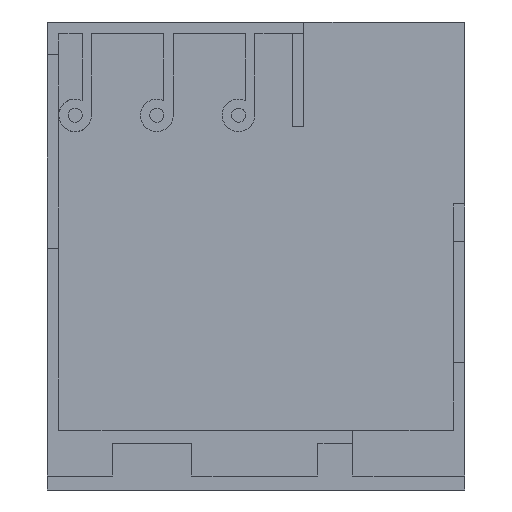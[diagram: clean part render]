
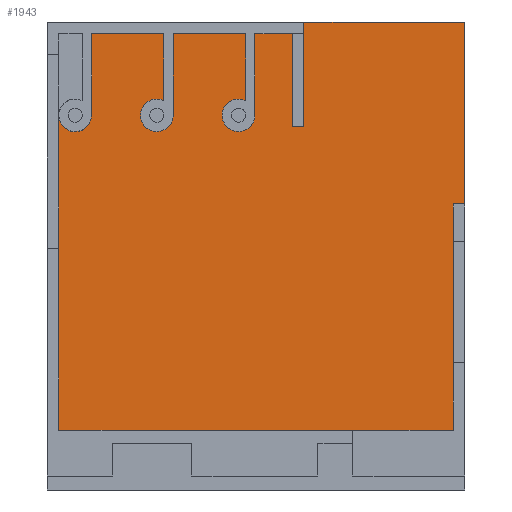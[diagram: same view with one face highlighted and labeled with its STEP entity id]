
A CAD part, front view. The second image highlights one B-rep face of the part: STEP entity #1943.
In plain terms, the highlighted planar face has unit normal (0, -1, 0).
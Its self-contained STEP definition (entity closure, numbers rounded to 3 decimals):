
#1661=CARTESIAN_POINT('',(262.5,130.0,389.0));
#1662=VERTEX_POINT('',#1661);
#1669=CARTESIAN_POINT('',(275.0,130.0,389.0));
#1670=VERTEX_POINT('',#1669);
#1671=CARTESIAN_POINT('',(275.0,130.0,389.0));
#1672=DIRECTION('',(-1.0,0.0,0.0));
#1673=VECTOR('',#1672,12.5);
#1674=LINE('',#1671,#1673);
#1675=EDGE_CURVE('',#1670,#1662,#1674,.T.);
#1699=CARTESIAN_POINT('',(262.5,130.0,489.0));
#1700=VERTEX_POINT('',#1699);
#1707=CARTESIAN_POINT('',(262.5,130.0,389.0));
#1708=DIRECTION('',(0.0,0.0,1.0));
#1709=VECTOR('',#1708,100.0);
#1710=LINE('',#1707,#1709);
#1711=EDGE_CURVE('',#1662,#1700,#1710,.T.);
#1741=CARTESIAN_POINT('',(12.5,130.0,64.0));
#1742=DIRECTION('',(0.0,1.0,0.0));
#1743=DIRECTION('',(0.0,0.0,1.0));
#1744=AXIS2_PLACEMENT_3D('',#1741,#1742,#1743);
#1745=PLANE('',#1744);
#1746=CARTESIAN_POINT('',(275.0,130.0,501.5));
#1747=VERTEX_POINT('',#1746);
#1748=CARTESIAN_POINT('',(275.0,130.0,501.5));
#1749=DIRECTION('',(0.0,0.0,-1.0));
#1750=VECTOR('',#1749,112.5);
#1751=LINE('',#1748,#1750);
#1752=EDGE_CURVE('',#1747,#1670,#1751,.T.);
#1753=ORIENTED_EDGE('',*,*,#1752,.T.);
#1754=ORIENTED_EDGE('',*,*,#1675,.T.);
#1755=ORIENTED_EDGE('',*,*,#1711,.T.);
#1756=CARTESIAN_POINT('',(222.5,130.0,489.0));
#1757=VERTEX_POINT('',#1756);
#1758=CARTESIAN_POINT('',(222.5,130.0,489.0));
#1759=DIRECTION('',(1.0,0.0,0.0));
#1760=VECTOR('',#1759,40.0);
#1761=LINE('',#1758,#1760);
#1762=EDGE_CURVE('',#1757,#1700,#1761,.T.);
#1763=ORIENTED_EDGE('',*,*,#1762,.F.);
#1764=CARTESIAN_POINT('',(222.5,130.0,401.5));
#1765=VERTEX_POINT('',#1764);
#1766=CARTESIAN_POINT('',(222.5,130.0,489.0));
#1767=DIRECTION('',(0.0,0.0,-1.0));
#1768=VECTOR('',#1767,87.5);
#1769=LINE('',#1766,#1768);
#1770=EDGE_CURVE('',#1757,#1765,#1769,.T.);
#1771=ORIENTED_EDGE('',*,*,#1770,.T.);
#1772=CARTESIAN_POINT('',(212.5,130.0,417.311));
#1773=VERTEX_POINT('',#1772);
#1774=CARTESIAN_POINT('',(205.0,130.0,401.5));
#1775=DIRECTION('',(0.0,1.0,0.0));
#1776=DIRECTION('',(1.0,0.0,0.0));
#1777=AXIS2_PLACEMENT_3D('',#1774,#1775,#1776);
#1778=CIRCLE('',#1777,17.5);
#1779=EDGE_CURVE('',#1765,#1773,#1778,.T.);
#1780=ORIENTED_EDGE('',*,*,#1779,.T.);
#1781=CARTESIAN_POINT('',(212.5,130.0,489.0));
#1782=VERTEX_POINT('',#1781);
#1783=CARTESIAN_POINT('',(212.5,130.0,417.311));
#1784=DIRECTION('',(0.0,0.0,1.0));
#1785=VECTOR('',#1784,71.689);
#1786=LINE('',#1783,#1785);
#1787=EDGE_CURVE('',#1773,#1782,#1786,.T.);
#1788=ORIENTED_EDGE('',*,*,#1787,.T.);
#1789=CARTESIAN_POINT('',(135.0,130.0,489.0));
#1790=VERTEX_POINT('',#1789);
#1791=CARTESIAN_POINT('',(135.0,130.0,489.0));
#1792=DIRECTION('',(1.0,0.0,0.0));
#1793=VECTOR('',#1792,77.5);
#1794=LINE('',#1791,#1793);
#1795=EDGE_CURVE('',#1790,#1782,#1794,.T.);
#1796=ORIENTED_EDGE('',*,*,#1795,.F.);
#1797=CARTESIAN_POINT('',(135.0,130.0,401.5));
#1798=VERTEX_POINT('',#1797);
#1799=CARTESIAN_POINT('',(135.0,130.0,489.0));
#1800=DIRECTION('',(0.0,0.0,-1.0));
#1801=VECTOR('',#1800,87.5);
#1802=LINE('',#1799,#1801);
#1803=EDGE_CURVE('',#1790,#1798,#1802,.T.);
#1804=ORIENTED_EDGE('',*,*,#1803,.T.);
#1805=CARTESIAN_POINT('',(125.0,130.0,417.311));
#1806=VERTEX_POINT('',#1805);
#1807=CARTESIAN_POINT('',(117.5,130.0,401.5));
#1808=DIRECTION('',(0.0,1.0,0.0));
#1809=DIRECTION('',(1.0,0.0,0.0));
#1810=AXIS2_PLACEMENT_3D('',#1807,#1808,#1809);
#1811=CIRCLE('',#1810,17.5);
#1812=EDGE_CURVE('',#1798,#1806,#1811,.T.);
#1813=ORIENTED_EDGE('',*,*,#1812,.T.);
#1814=CARTESIAN_POINT('',(125.0,130.0,489.0));
#1815=VERTEX_POINT('',#1814);
#1816=CARTESIAN_POINT('',(125.0,130.0,417.311));
#1817=DIRECTION('',(0.0,0.0,1.0));
#1818=VECTOR('',#1817,71.689);
#1819=LINE('',#1816,#1818);
#1820=EDGE_CURVE('',#1806,#1815,#1819,.T.);
#1821=ORIENTED_EDGE('',*,*,#1820,.T.);
#1822=CARTESIAN_POINT('',(47.5,130.0,489.0));
#1823=VERTEX_POINT('',#1822);
#1824=CARTESIAN_POINT('',(47.5,130.0,489.0));
#1825=DIRECTION('',(1.0,0.0,0.0));
#1826=VECTOR('',#1825,77.5);
#1827=LINE('',#1824,#1826);
#1828=EDGE_CURVE('',#1823,#1815,#1827,.T.);
#1829=ORIENTED_EDGE('',*,*,#1828,.F.);
#1830=CARTESIAN_POINT('',(47.5,130.0,401.5));
#1831=VERTEX_POINT('',#1830);
#1832=CARTESIAN_POINT('',(47.5,130.0,489.0));
#1833=DIRECTION('',(0.0,0.0,-1.0));
#1834=VECTOR('',#1833,87.5);
#1835=LINE('',#1832,#1834);
#1836=EDGE_CURVE('',#1823,#1831,#1835,.T.);
#1837=ORIENTED_EDGE('',*,*,#1836,.T.);
#1838=CARTESIAN_POINT('',(12.5,130.0,401.5));
#1839=VERTEX_POINT('',#1838);
#1840=CARTESIAN_POINT('',(30.0,130.0,401.5));
#1841=DIRECTION('',(0.0,1.0,0.0));
#1842=DIRECTION('',(1.0,0.0,0.0));
#1843=AXIS2_PLACEMENT_3D('',#1840,#1841,#1842);
#1844=CIRCLE('',#1843,17.5);
#1845=EDGE_CURVE('',#1831,#1839,#1844,.T.);
#1846=ORIENTED_EDGE('',*,*,#1845,.T.);
#1847=CARTESIAN_POINT('',(12.5,130.0,64.0));
#1848=VERTEX_POINT('',#1847);
#1849=CARTESIAN_POINT('',(12.5,130.0,64.0));
#1850=DIRECTION('',(0.0,0.0,1.0));
#1851=VECTOR('',#1850,337.5);
#1852=LINE('',#1849,#1851);
#1853=EDGE_CURVE('',#1848,#1839,#1852,.T.);
#1854=ORIENTED_EDGE('',*,*,#1853,.F.);
#1855=CARTESIAN_POINT('',(111.,130.0,64.));
#1856=VERTEX_POINT('',#1855);
#1857=CARTESIAN_POINT('',(111.0,130.0,64.0));
#1858=DIRECTION('',(-1.0,0.0,0.0));
#1859=VECTOR('',#1858,98.5);
#1860=LINE('',#1857,#1859);
#1861=EDGE_CURVE('',#1856,#1848,#1860,.T.);
#1862=ORIENTED_EDGE('',*,*,#1861,.F.);
#1863=CARTESIAN_POINT('',(111.,130.0,51.5));
#1864=VERTEX_POINT('',#1863);
#1865=CARTESIAN_POINT('',(111.,130.0,64.));
#1866=DIRECTION('',(0.0,0.0,-1.0));
#1867=VECTOR('',#1866,12.5);
#1868=LINE('',#1865,#1867);
#1869=EDGE_CURVE('',#1856,#1864,#1868,.T.);
#1870=ORIENTED_EDGE('',*,*,#1869,.T.);
#1871=CARTESIAN_POINT('',(141.0,130.0,51.5));
#1872=VERTEX_POINT('',#1871);
#1873=CARTESIAN_POINT('',(141.0,130.0,51.5));
#1874=DIRECTION('',(-1.0,0.0,0.0));
#1875=VECTOR('',#1874,30.);
#1876=LINE('',#1873,#1875);
#1877=EDGE_CURVE('',#1872,#1864,#1876,.T.);
#1878=ORIENTED_EDGE('',*,*,#1877,.F.);
#1879=CARTESIAN_POINT('',(141.0,130.0,0.0));
#1880=VERTEX_POINT('',#1879);
#1881=CARTESIAN_POINT('',(141.0,130.0,51.5));
#1882=DIRECTION('',(0.0,0.0,-1.0));
#1883=VECTOR('',#1882,51.5);
#1884=LINE('',#1881,#1883);
#1885=EDGE_CURVE('',#1872,#1880,#1884,.T.);
#1886=ORIENTED_EDGE('',*,*,#1885,.T.);
#1887=CARTESIAN_POINT('',(311.0,130.0,0.0));
#1888=VERTEX_POINT('',#1887);
#1889=CARTESIAN_POINT('',(311.0,130.0,0.0));
#1890=DIRECTION('',(-1.0,0.0,0.0));
#1891=VECTOR('',#1890,170.0);
#1892=LINE('',#1889,#1891);
#1893=EDGE_CURVE('',#1888,#1880,#1892,.T.);
#1894=ORIENTED_EDGE('',*,*,#1893,.F.);
#1895=CARTESIAN_POINT('',(311.0,130.0,64.));
#1896=VERTEX_POINT('',#1895);
#1897=CARTESIAN_POINT('',(311.0,130.0,64.));
#1898=DIRECTION('',(0.0,0.0,-1.0));
#1899=VECTOR('',#1898,64.);
#1900=LINE('',#1897,#1899);
#1901=EDGE_CURVE('',#1896,#1888,#1900,.T.);
#1902=ORIENTED_EDGE('',*,*,#1901,.F.);
#1903=CARTESIAN_POINT('',(435.0,130.0,64.));
#1904=VERTEX_POINT('',#1903);
#1905=CARTESIAN_POINT('',(435.0,130.0,64.0));
#1906=DIRECTION('',(-1.0,0.0,0.0));
#1907=VECTOR('',#1906,124.0);
#1908=LINE('',#1905,#1907);
#1909=EDGE_CURVE('',#1904,#1896,#1908,.T.);
#1910=ORIENTED_EDGE('',*,*,#1909,.F.);
#1911=CARTESIAN_POINT('',(435.0,130.0,306.5));
#1912=VERTEX_POINT('',#1911);
#1913=CARTESIAN_POINT('',(435.0,130.0,64.0));
#1914=DIRECTION('',(0.0,0.0,1.0));
#1915=VECTOR('',#1914,242.5);
#1916=LINE('',#1913,#1915);
#1917=EDGE_CURVE('',#1904,#1912,#1916,.T.);
#1918=ORIENTED_EDGE('',*,*,#1917,.T.);
#1919=CARTESIAN_POINT('',(447.5,130.0,306.5));
#1920=VERTEX_POINT('',#1919);
#1921=CARTESIAN_POINT('',(435.0,130.0,306.5));
#1922=DIRECTION('',(1.0,0.0,0.0));
#1923=VECTOR('',#1922,12.5);
#1924=LINE('',#1921,#1923);
#1925=EDGE_CURVE('',#1912,#1920,#1924,.T.);
#1926=ORIENTED_EDGE('',*,*,#1925,.T.);
#1927=CARTESIAN_POINT('',(447.5,130.0,501.5));
#1928=VERTEX_POINT('',#1927);
#1929=CARTESIAN_POINT('',(447.5,130.0,501.5));
#1930=DIRECTION('',(0.0,0.0,-1.0));
#1931=VECTOR('',#1930,195.0);
#1932=LINE('',#1929,#1931);
#1933=EDGE_CURVE('',#1928,#1920,#1932,.T.);
#1934=ORIENTED_EDGE('',*,*,#1933,.F.);
#1935=CARTESIAN_POINT('',(447.5,130.0,501.5));
#1936=DIRECTION('',(-1.0,0.0,0.0));
#1937=VECTOR('',#1936,172.5);
#1938=LINE('',#1935,#1937);
#1939=EDGE_CURVE('',#1928,#1747,#1938,.T.);
#1940=ORIENTED_EDGE('',*,*,#1939,.T.);
#1941=EDGE_LOOP('',(#1753,#1754,#1755,#1763,#1771,#1780,#1788,#1796,#1804,#1813,#1821,#1829,#1837,#1846,#1854,#1862,#1870,#1878,#1886,#1894,#1902,#1910,#1918,#1926,#1934,#1940));
#1942=FACE_OUTER_BOUND('',#1941,.T.);
#1943=ADVANCED_FACE('',(#1942),#1745,.F.);
